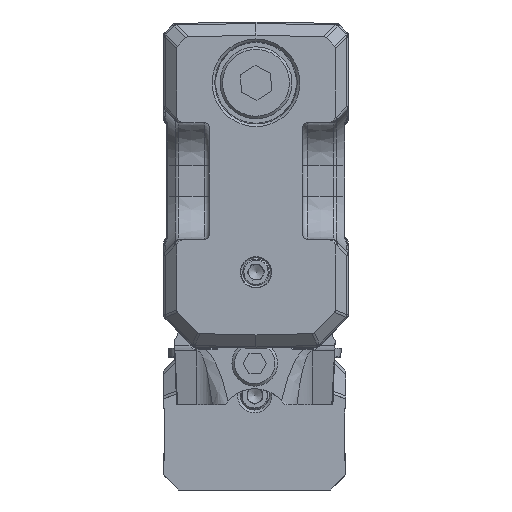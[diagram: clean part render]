
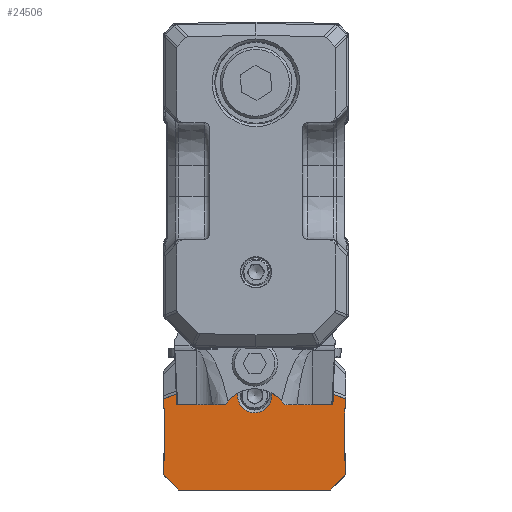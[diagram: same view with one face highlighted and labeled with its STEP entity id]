
A CAD part, front view. The second image highlights one B-rep face of the part: STEP entity #24506.
In plain terms, the highlighted planar face has unit normal (0, -1, 0).
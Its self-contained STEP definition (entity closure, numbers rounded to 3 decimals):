
#6480=FACE_BOUND('',#38859,.T.);
#6481=FACE_BOUND('',#38860,.T.);
#24506=ADVANCED_FACE('',(#6480,#6481),#28633,.F.);
#28633=PLANE('',#119435);
#38859=EDGE_LOOP('',(#56293,#56294,#56295,#56296,#56297,#56298,#56299,#56300,
#56301,#56302,#56303,#56304,#56305,#56306,#56307,#56308,#56309,#56310,#56311,
#56312,#56313,#56314));
#38860=EDGE_LOOP('',(#56315));
#56293=ORIENTED_EDGE('',*,*,#86146,.T.);
#56294=ORIENTED_EDGE('',*,*,#83241,.T.);
#56295=ORIENTED_EDGE('',*,*,#83242,.F.);
#56296=ORIENTED_EDGE('',*,*,#83260,.T.);
#56297=ORIENTED_EDGE('',*,*,#86145,.T.);
#56298=ORIENTED_EDGE('',*,*,#85894,.T.);
#56299=ORIENTED_EDGE('',*,*,#83828,.F.);
#56300=ORIENTED_EDGE('',*,*,#85961,.T.);
#56301=ORIENTED_EDGE('',*,*,#86133,.T.);
#56302=ORIENTED_EDGE('',*,*,#83315,.T.);
#56303=ORIENTED_EDGE('',*,*,#83301,.T.);
#56304=ORIENTED_EDGE('',*,*,#83290,.T.);
#56305=ORIENTED_EDGE('',*,*,#83815,.T.);
#56306=ORIENTED_EDGE('',*,*,#85964,.F.);
#56307=ORIENTED_EDGE('',*,*,#85612,.F.);
#56308=ORIENTED_EDGE('',*,*,#85614,.F.);
#56309=ORIENTED_EDGE('',*,*,#86023,.F.);
#56310=ORIENTED_EDGE('',*,*,#83766,.T.);
#56311=ORIENTED_EDGE('',*,*,#86025,.T.);
#56312=ORIENTED_EDGE('',*,*,#85919,.T.);
#56313=ORIENTED_EDGE('',*,*,#85918,.T.);
#56314=ORIENTED_EDGE('',*,*,#85599,.T.);
#56315=ORIENTED_EDGE('',*,*,#83542,.T.);
#72882=VERTEX_POINT('',#169620);
#72883=VERTEX_POINT('',#169622);
#72884=VERTEX_POINT('',#169626);
#72899=VERTEX_POINT('',#169660);
#72920=VERTEX_POINT('',#169717);
#72923=VERTEX_POINT('',#169722);
#72933=VERTEX_POINT('',#169746);
#72942=VERTEX_POINT('',#169770);
#73128=VERTEX_POINT('',#170334);
#73306=VERTEX_POINT('',#170841);
#73307=VERTEX_POINT('',#170843);
#73353=VERTEX_POINT('',#171002);
#73362=VERTEX_POINT('',#171026);
#73363=VERTEX_POINT('',#171028);
#74488=VERTEX_POINT('',#182648);
#74489=VERTEX_POINT('',#182650);
#74495=VERTEX_POINT('',#182671);
#74496=VERTEX_POINT('',#182673);
#74497=VERTEX_POINT('',#182677);
#74615=VERTEX_POINT('',#184357);
#74626=VERTEX_POINT('',#184440);
#74627=VERTEX_POINT('',#184444);
#74641=VERTEX_POINT('',#184599);
#83241=EDGE_CURVE('',#72882,#72883,#95752,.T.);
#83242=EDGE_CURVE('',#72884,#72883,#95753,.T.);
#83260=EDGE_CURVE('',#72884,#72899,#95766,.T.);
#83290=EDGE_CURVE('',#72920,#72923,#95787,.T.);
#83301=EDGE_CURVE('',#72933,#72920,#95793,.T.);
#83315=EDGE_CURVE('',#72942,#72933,#95804,.T.);
#83542=EDGE_CURVE('',#73128,#73128,#110593,.T.);
#83766=EDGE_CURVE('',#73307,#73306,#96016,.T.);
#83815=EDGE_CURVE('',#72923,#73353,#96035,.T.);
#83828=EDGE_CURVE('',#73362,#73363,#96045,.T.);
#85599=EDGE_CURVE('',#74489,#74488,#96673,.T.);
#85612=EDGE_CURVE('',#74496,#74495,#111153,.T.);
#85614=EDGE_CURVE('',#74497,#74496,#96686,.T.);
#85894=EDGE_CURVE('',#74615,#73363,#96834,.T.);
#85918=EDGE_CURVE('',#74626,#74489,#111187,.T.);
#85919=EDGE_CURVE('',#74627,#74626,#96850,.T.);
#85961=EDGE_CURVE('',#73362,#74641,#96884,.T.);
#85964=EDGE_CURVE('',#74495,#73353,#96887,.T.);
#86023=EDGE_CURVE('',#73307,#74497,#111203,.T.);
#86025=EDGE_CURVE('',#73306,#74627,#111204,.T.);
#86133=EDGE_CURVE('',#74641,#72942,#96985,.T.);
#86145=EDGE_CURVE('',#72899,#74615,#96997,.T.);
#86146=EDGE_CURVE('',#74488,#72882,#96998,.T.);
#95752=LINE('',#169623,#104005);
#95753=LINE('',#169625,#104006);
#95766=LINE('',#169661,#104019);
#95787=LINE('',#169723,#104040);
#95793=LINE('',#169745,#104046);
#95804=LINE('',#169773,#104057);
#96016=LINE('',#170842,#104269);
#96035=LINE('',#171003,#104288);
#96045=LINE('',#171027,#104298);
#96673=LINE('',#182649,#104999);
#96686=LINE('',#182678,#105012);
#96834=LINE('',#184359,#105160);
#96850=LINE('',#184443,#105176);
#96884=LINE('',#184600,#105210);
#96887=LINE('',#184606,#105213);
#96985=LINE('',#185273,#105311);
#96997=LINE('',#185303,#105323);
#96998=LINE('',#185306,#105324);
#104005=VECTOR('',#131204,1.);
#104006=VECTOR('',#131207,1.);
#104019=VECTOR('',#131234,1.);
#104040=VECTOR('',#131289,1.);
#104046=VECTOR('',#131309,1.);
#104057=VECTOR('',#131332,1.);
#104269=VECTOR('',#132274,1.);
#104288=VECTOR('',#132335,1.);
#104298=VECTOR('',#132355,1.);
#104999=VECTOR('',#135090,1.);
#105012=VECTOR('',#135117,1.);
#105160=VECTOR('',#135633,1.);
#105176=VECTOR('',#135715,1.);
#105210=VECTOR('',#135805,1.);
#105213=VECTOR('',#135812,1.);
#105311=VECTOR('',#136236,1.);
#105323=VECTOR('',#136284,1.);
#105324=VECTOR('',#136289,1.);
#110593=CIRCLE('',#117777,1.7);
#111153=CIRCLE('',#119002,0.8);
#111187=CIRCLE('',#119219,0.8);
#111203=CIRCLE('',#119311,0.8);
#111204=CIRCLE('',#119315,0.8);
#117777=AXIS2_PLACEMENT_3D('',#170333,#131809,#131810);
#119002=AXIS2_PLACEMENT_3D('',#182674,#135112,#135113);
#119219=AXIS2_PLACEMENT_3D('',#184441,#135711,#135712);
#119311=AXIS2_PLACEMENT_3D('',#184923,#135956,#135957);
#119315=AXIS2_PLACEMENT_3D('',#184928,#135965,#135966);
#119435=AXIS2_PLACEMENT_3D('',#185308,#136292,#136293);
#131204=DIRECTION('',(1.,0.,0.));
#131207=DIRECTION('',(0.,0.,1.));
#131234=DIRECTION('',(-1.,0.,0.));
#131289=DIRECTION('',(1.,0.,0.));
#131309=DIRECTION('',(0.,0.,1.));
#131332=DIRECTION('',(-1.,0.,0.));
#131809=DIRECTION('',(0.,1.,0.));
#131810=DIRECTION('',(-1.,0.,0.));
#132274=DIRECTION('',(-1.,0.,0.));
#132335=DIRECTION('',(0.,0.,1.));
#132355=DIRECTION('',(-1.,0.,0.));
#135090=DIRECTION('',(-0.94,0.,-0.342));
#135112=DIRECTION('',(0.,-1.,0.));
#135113=DIRECTION('',(-1.,0.,0.));
#135117=DIRECTION('',(-0.5,0.,-0.866));
#135633=DIRECTION('',(0.707,0.,-0.707));
#135711=DIRECTION('',(0.,1.,0.));
#135712=DIRECTION('',(-1.,0.,0.));
#135715=DIRECTION('',(0.5,0.,-0.866));
#135805=DIRECTION('',(0.707,0.,0.707));
#135812=DIRECTION('',(0.94,0.,-0.342));
#135956=DIRECTION('',(0.,1.,0.));
#135957=DIRECTION('',(-1.,0.,0.));
#135965=DIRECTION('',(0.,-1.,0.));
#135966=DIRECTION('',(-1.,0.,0.));
#136236=DIRECTION('',(0.,0.,1.));
#136284=DIRECTION('',(0.,0.,-1.));
#136289=DIRECTION('',(0.,0.,-1.));
#136292=DIRECTION('',(0.,1.,0.));
#136293=DIRECTION('',(0.,0.,1.));
#169620=CARTESIAN_POINT('',(-9.,77.5,-38.2));
#169622=CARTESIAN_POINT('',(-8.885,77.5,-38.2));
#169623=CARTESIAN_POINT('',(0.,77.5,-38.2));
#169625=CARTESIAN_POINT('',(-8.885,77.5,-46.2));
#169626=CARTESIAN_POINT('',(-8.885,77.5,-43.285));
#169660=CARTESIAN_POINT('',(-9.,77.5,-43.285));
#169661=CARTESIAN_POINT('',(0.,77.5,-43.285));
#169717=CARTESIAN_POINT('',(8.885,77.5,-38.2));
#169722=CARTESIAN_POINT('',(9.,77.5,-38.2));
#169723=CARTESIAN_POINT('',(0.,77.5,-38.2));
#169745=CARTESIAN_POINT('',(8.885,77.5,-46.2));
#169746=CARTESIAN_POINT('',(8.885,77.5,-43.285));
#169770=CARTESIAN_POINT('',(9.,77.5,-43.285));
#169773=CARTESIAN_POINT('',(0.,77.5,-43.285));
#170333=CARTESIAN_POINT('',(0.,77.5,-36.874));
#170334=CARTESIAN_POINT('',(-1.7,77.5,-36.874));
#170841=CARTESIAN_POINT('',(-5.922,77.5,-33.2));
#170842=CARTESIAN_POINT('',(0.,77.5,-33.2));
#170843=CARTESIAN_POINT('',(5.922,77.5,-33.2));
#171002=CARTESIAN_POINT('',(9.,77.5,-37.2));
#171003=CARTESIAN_POINT('',(9.,77.5,-46.2));
#171026=CARTESIAN_POINT('',(7.5,77.5,-46.2));
#171027=CARTESIAN_POINT('',(0.,77.5,-46.2));
#171028=CARTESIAN_POINT('',(-7.5,77.5,-46.2));
#182648=CARTESIAN_POINT('',(-9.,77.5,-37.2));
#182649=CARTESIAN_POINT('',(-3.945,77.5,-35.36));
#182650=CARTESIAN_POINT('',(-5.922,77.5,-36.08));
#182671=CARTESIAN_POINT('',(5.922,77.5,-36.08));
#182673=CARTESIAN_POINT('',(5.502,77.5,-34.928));
#182674=CARTESIAN_POINT('',(6.195,77.5,-35.328));
#182677=CARTESIAN_POINT('',(5.985,77.5,-34.092));
#182678=CARTESIAN_POINT('',(-0.754,77.5,-45.765));
#184357=CARTESIAN_POINT('',(-9.,77.5,-44.7));
#184359=CARTESIAN_POINT('',(-3.75,77.5,-49.95));
#184440=CARTESIAN_POINT('',(-5.502,77.5,-34.928));
#184441=CARTESIAN_POINT('',(-6.195,77.5,-35.328));
#184443=CARTESIAN_POINT('',(0.754,77.5,-45.765));
#184444=CARTESIAN_POINT('',(-5.985,77.5,-34.092));
#184599=CARTESIAN_POINT('',(9.,77.5,-44.7));
#184600=CARTESIAN_POINT('',(3.75,77.5,-49.95));
#184606=CARTESIAN_POINT('',(3.945,77.5,-35.36));
#184923=CARTESIAN_POINT('',(5.292,77.5,-33.692));
#184928=CARTESIAN_POINT('',(-5.292,77.5,-33.692));
#185273=CARTESIAN_POINT('',(9.,77.5,-46.2));
#185303=CARTESIAN_POINT('',(-9.,77.5,-46.2));
#185306=CARTESIAN_POINT('',(-9.,77.5,-46.2));
#185308=CARTESIAN_POINT('',(0.,77.5,-46.2));
